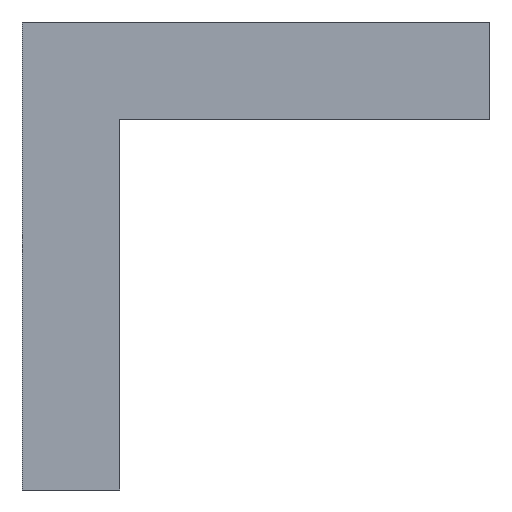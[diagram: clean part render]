
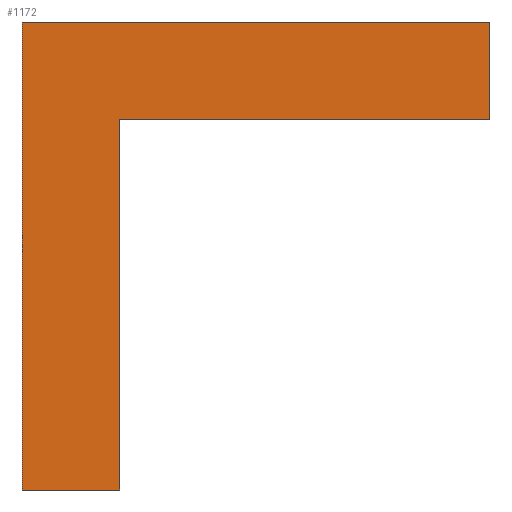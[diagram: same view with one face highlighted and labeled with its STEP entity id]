
A CAD part, front view. The second image highlights one B-rep face of the part: STEP entity #1172.
In plain terms, the highlighted planar face has unit normal (0, -1, 0).
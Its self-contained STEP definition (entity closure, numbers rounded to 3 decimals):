
#20 = CARTESIAN_POINT ( 'NONE',  ( 0., 0., -12. ) ) ;
#44 = LINE ( 'NONE', #1448, #978 ) ;
#78 = LINE ( 'NONE', #285, #949 ) ;
#135 = ORIENTED_EDGE ( 'NONE', *, *, #197, .F. ) ;
#149 = FACE_OUTER_BOUND ( 'NONE', #1493, .T. ) ;
#183 = DIRECTION ( 'NONE',  ( 1., 0., 0. ) ) ;
#197 = EDGE_CURVE ( 'NONE', #630, #341, #44, .T. ) ;
#208 = DIRECTION ( 'NONE',  ( 0., 1., 0. ) ) ;
#225 = CARTESIAN_POINT ( 'NONE',  ( 0., 0., -2.5 ) ) ;
#285 = CARTESIAN_POINT ( 'NONE',  ( 2.5, 0., 0. ) ) ;
#290 = EDGE_CURVE ( 'NONE', #551, #836, #644, .T. ) ;
#325 = ORIENTED_EDGE ( 'NONE', *, *, #403, .T. ) ;
#341 = VERTEX_POINT ( 'NONE', #484 ) ;
#378 = LINE ( 'NONE', #512, #544 ) ;
#403 = EDGE_CURVE ( 'NONE', #836, #1582, #1212, .T. ) ;
#421 = ORIENTED_EDGE ( 'NONE', *, *, #1855, .F. ) ;
#422 = AXIS2_PLACEMENT_3D ( 'NONE', #797, #208, #1099 ) ;
#484 = CARTESIAN_POINT ( 'NONE',  ( 12., 0., -2.5 ) ) ;
#512 = CARTESIAN_POINT ( 'NONE',  ( 0., 0., 0. ) ) ;
#544 = VECTOR ( 'NONE', #1722, 1000. ) ;
#551 = VERTEX_POINT ( 'NONE', #1561 ) ;
#591 = DIRECTION ( 'NONE',  ( 0., 0., -1. ) ) ;
#630 = VERTEX_POINT ( 'NONE', #1426 ) ;
#644 = LINE ( 'NONE', #1649, #1073 ) ;
#665 = CARTESIAN_POINT ( 'NONE',  ( 2.5, 0., -12. ) ) ;
#743 = ORIENTED_EDGE ( 'NONE', *, *, #1181, .F. ) ;
#797 = CARTESIAN_POINT ( 'NONE',  ( 0., 0., 0. ) ) ;
#809 = DIRECTION ( 'NONE',  ( 1., 0., 0. ) ) ;
#832 = VECTOR ( 'NONE', #809, 1000. ) ;
#836 = VERTEX_POINT ( 'NONE', #20 ) ;
#949 = VECTOR ( 'NONE', #591, 1000. ) ;
#978 = VECTOR ( 'NONE', #1642, 1000. ) ;
#1073 = VECTOR ( 'NONE', #1798, 1000. ) ;
#1080 = EDGE_CURVE ( 'NONE', #1867, #341, #1594, .T. ) ;
#1085 = PLANE ( 'NONE',  #422 ) ;
#1099 = DIRECTION ( 'NONE',  ( 0., 0., 1. ) ) ;
#1172 = ADVANCED_FACE ( 'NONE', ( #149 ), #1085, .F. ) ;
#1181 = EDGE_CURVE ( 'NONE', #551, #630, #378, .T. ) ;
#1208 = CARTESIAN_POINT ( 'NONE',  ( 0., 0., -12. ) ) ;
#1212 = LINE ( 'NONE', #1208, #1361 ) ;
#1302 = CARTESIAN_POINT ( 'NONE',  ( 2.5, 0., -2.5 ) ) ;
#1361 = VECTOR ( 'NONE', #183, 1000. ) ;
#1426 = CARTESIAN_POINT ( 'NONE',  ( 12., 0., 0. ) ) ;
#1446 = ORIENTED_EDGE ( 'NONE', *, *, #1080, .T. ) ;
#1448 = CARTESIAN_POINT ( 'NONE',  ( 12., 0., 0. ) ) ;
#1493 = EDGE_LOOP ( 'NONE', ( #1446, #135, #743, #1907, #325, #421 ) ) ;
#1561 = CARTESIAN_POINT ( 'NONE',  ( 0., 0., 0. ) ) ;
#1582 = VERTEX_POINT ( 'NONE', #665 ) ;
#1594 = LINE ( 'NONE', #225, #832 ) ;
#1642 = DIRECTION ( 'NONE',  ( 0., 0., -1. ) ) ;
#1649 = CARTESIAN_POINT ( 'NONE',  ( 0., 0., 0. ) ) ;
#1722 = DIRECTION ( 'NONE',  ( 1., 0., 0. ) ) ;
#1798 = DIRECTION ( 'NONE',  ( 0., 0., -1. ) ) ;
#1855 = EDGE_CURVE ( 'NONE', #1867, #1582, #78, .T. ) ;
#1867 = VERTEX_POINT ( 'NONE', #1302 ) ;
#1907 = ORIENTED_EDGE ( 'NONE', *, *, #290, .T. ) ;
